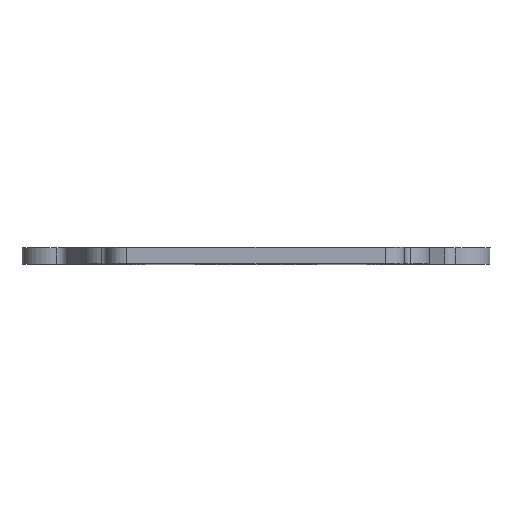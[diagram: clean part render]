
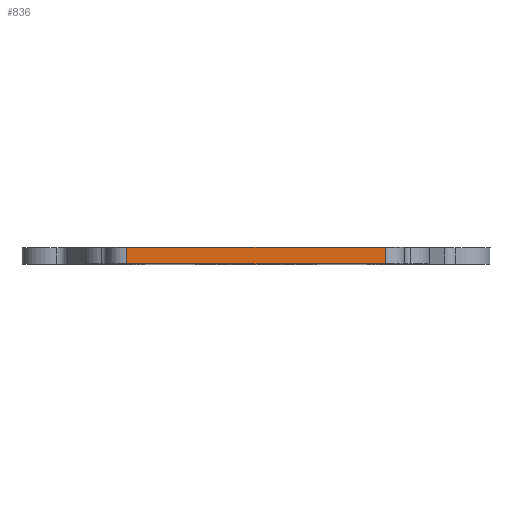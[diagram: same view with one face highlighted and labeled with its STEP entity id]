
A CAD part, top view. The second image highlights one B-rep face of the part: STEP entity #836.
In plain terms, the highlighted planar face has unit normal (0, 0, 1).
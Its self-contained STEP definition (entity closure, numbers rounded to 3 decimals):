
#53=PLANE('',#951);
#93=FACE_OUTER_BOUND('',#162,.T.);
#162=EDGE_LOOP('',(#759,#760,#761,#762));
#183=LINE('',#1326,#240);
#202=LINE('',#1393,#259);
#205=LINE('',#1400,#262);
#211=LINE('',#1427,#268);
#240=VECTOR('',#1072,10.);
#259=VECTOR('',#1143,10.);
#262=VECTOR('',#1150,10.);
#268=VECTOR('',#1178,10.);
#379=VERTEX_POINT('',#1323);
#380=VERTEX_POINT('',#1325);
#402=VERTEX_POINT('',#1391);
#404=VERTEX_POINT('',#1399);
#470=EDGE_CURVE('',#379,#380,#183,.T.);
#504=EDGE_CURVE('',#402,#379,#202,.T.);
#507=EDGE_CURVE('',#380,#404,#205,.T.);
#522=EDGE_CURVE('',#404,#402,#211,.T.);
#759=ORIENTED_EDGE('',*,*,#504,.F.);
#760=ORIENTED_EDGE('',*,*,#522,.F.);
#761=ORIENTED_EDGE('',*,*,#507,.F.);
#762=ORIENTED_EDGE('',*,*,#470,.F.);
#836=ADVANCED_FACE('',(#93),#53,.T.);
#951=AXIS2_PLACEMENT_3D('',#1448,#1209,#1210);
#1072=DIRECTION('',(-1.,0.,0.));
#1143=DIRECTION('',(0.,-1.,0.));
#1150=DIRECTION('',(0.,1.,0.));
#1178=DIRECTION('',(1.,0.,0.));
#1209=DIRECTION('center_axis',(0.,0.,1.));
#1210=DIRECTION('ref_axis',(-1.,0.,0.));
#1323=CARTESIAN_POINT('',(23.544,-6.,37.361));
#1325=CARTESIAN_POINT('',(-23.543,-6.,37.361));
#1326=CARTESIAN_POINT('',(23.544,-6.,37.361));
#1391=CARTESIAN_POINT('',(23.544,-3.,37.361));
#1393=CARTESIAN_POINT('',(23.544,-3.,37.361));
#1399=CARTESIAN_POINT('',(-23.543,-3.,37.361));
#1400=CARTESIAN_POINT('',(-23.543,-3.,37.361));
#1427=CARTESIAN_POINT('',(-27.043,-3.,37.361));
#1448=CARTESIAN_POINT('Origin',(27.044,-3.,37.361));
